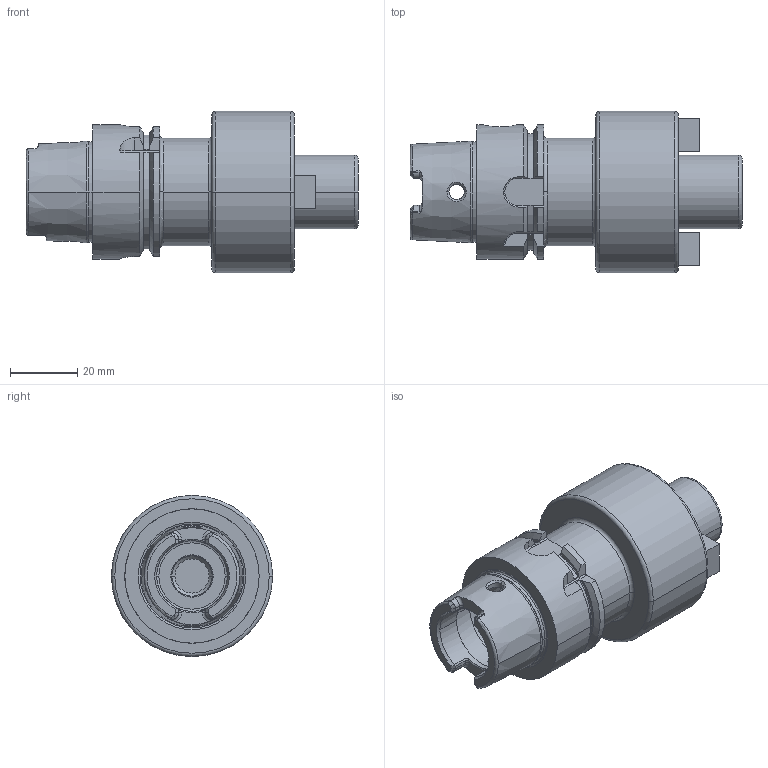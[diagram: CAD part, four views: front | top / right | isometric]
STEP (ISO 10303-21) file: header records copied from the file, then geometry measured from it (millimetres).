
FILE_DESCRIPTION((''),'2;1');
FILE_NAME('A40-050-22','2011-09-01T',('mei'),(''),'PRO/ENGINEER BY PARAMETRIC TECHNOLOGY CORPORATION, 2010430','PRO/ENGINEER BY PARAMETRIC TECHNOLOGY CORPORATION, 2010430','');
FILE_SCHEMA(('CONFIG_CONTROL_DESIGN'));
Length unit declared in the file: millimetre
Products named in the file (1): A40-050-22
Bounding box: 98.9 x 48 x 48 mm (x, y, z)
Volume: 87672.8 mm3; surface area: 20103.6 mm2
Topology: 1 solids, 3 shells, 209 faces, 528 edges, 325 vertices
Faces by surface type: plane 73, cylinder 56, torus 38, cone 32, bspline 8, extrusion 2
Entity records: 7401 total; most frequent: CARTESIAN_POINT 2421, ORIENTED_EDGE 1044, DIRECTION 1020, EDGE_CURVE 526, AXIS2_PLACEMENT_3D 392, VERTEX_POINT 325, VECTOR 236, LINE 234
